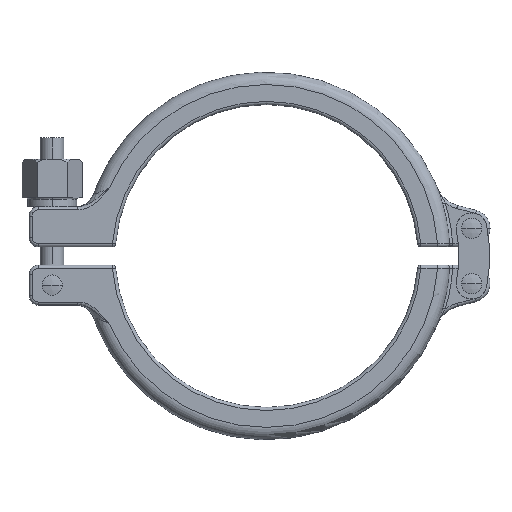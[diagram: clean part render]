
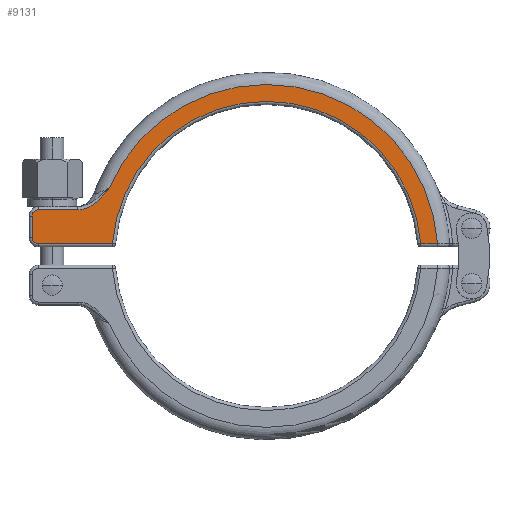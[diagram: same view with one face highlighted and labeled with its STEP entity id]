
A CAD part, top view. The second image highlights one B-rep face of the part: STEP entity #9131.
In plain terms, the highlighted planar face has unit normal (0, 0, 1).
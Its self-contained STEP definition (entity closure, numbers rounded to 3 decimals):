
#3 = CARTESIAN_POINT ( 'NONE',  ( -57.453, 16.083, 8.5 ) ) ;
#63 = CARTESIAN_POINT ( 'NONE',  ( -51.334, 22., 8.5 ) ) ;
#97 = VERTEX_POINT ( 'NONE', #7223 ) ;
#189 = CARTESIAN_POINT ( 'NONE',  ( -52.016, 21.176, 8.5 ) ) ;
#690 = ORIENTED_EDGE ( 'NONE', *, *, #10398, .T. ) ;
#882 = AXIS2_PLACEMENT_3D ( 'NONE', #11372, #6007, #5182 ) ;
#944 = ORIENTED_EDGE ( 'NONE', *, *, #3502, .T. ) ;
#976 = LINE ( 'NONE', #1038, #8786 ) ;
#1038 = CARTESIAN_POINT ( 'NONE',  ( -76.35, 6., 8.5 ) ) ;
#1147 = CARTESIAN_POINT ( 'NONE',  ( -56.094, 16.965, 8.5 ) ) ;
#1201 = VECTOR ( 'NONE', #13018, 1000. ) ;
#1257 = LINE ( 'NONE', #9545, #7007 ) ;
#1299 = EDGE_CURVE ( 'NONE', #8095, #10257, #1949, .T. ) ;
#1465 = AXIS2_PLACEMENT_3D ( 'NONE', #12619, #9564, #3260 ) ;
#1576 = DIRECTION ( 'NONE',  ( 0., 0., 1. ) ) ;
#1949 = CIRCLE ( 'NONE', #2810, 50.35 ) ;
#2189 = LINE ( 'NONE', #6321, #10371 ) ;
#2217 = ORIENTED_EDGE ( 'NONE', *, *, #2219, .T. ) ;
#2219 = EDGE_CURVE ( 'NONE', #6208, #8095, #6982, .T. ) ;
#2810 = AXIS2_PLACEMENT_3D ( 'NONE', #2872, #12372, #12302 ) ;
#2872 = CARTESIAN_POINT ( 'NONE',  ( 0., 0., 8.5 ) ) ;
#2973 = ORIENTED_EDGE ( 'NONE', *, *, #4913, .T. ) ;
#3189 = CARTESIAN_POINT ( 'NONE',  ( -59.713, 15.217, 8.5 ) ) ;
#3200 = ORIENTED_EDGE ( 'NONE', *, *, #1299, .T. ) ;
#3260 = DIRECTION ( 'NONE',  ( 1., 0., 0. ) ) ;
#3502 = EDGE_CURVE ( 'NONE', #5145, #6160, #2189, .T. ) ;
#3865 = CIRCLE ( 'NONE', #1465, 2. ) ;
#3901 = EDGE_LOOP ( 'NONE', ( #3979, #2973, #944, #6481, #690, #7716, #2217, #3200, #7240 ) ) ;
#3979 = ORIENTED_EDGE ( 'NONE', *, *, #12709, .T. ) ;
#4143 = CARTESIAN_POINT ( 'NONE',  ( -54.847, 17.984, 8.5 ) ) ;
#4384 = VERTEX_POINT ( 'NONE', #12243 ) ;
#4393 = CARTESIAN_POINT ( 'NONE',  ( -61.034, 15., 8.5 ) ) ;
#4425 = PLANE ( 'NONE',  #5284 ) ;
#4856 = EDGE_CURVE ( 'NONE', #6160, #4384, #3865, .T. ) ;
#4913 = EDGE_CURVE ( 'NONE', #97, #5145, #10715, .T. ) ;
#4959 = CARTESIAN_POINT ( 'NONE',  ( 0., 0., 8.5 ) ) ;
#5101 = DIRECTION ( 'NONE',  ( 0., 0., 1. ) ) ;
#5114 = DIRECTION ( 'NONE',  ( 0., -1., 0. ) ) ;
#5145 = VERTEX_POINT ( 'NONE', #12281 ) ;
#5182 = DIRECTION ( 'NONE',  ( 1., 0., 0. ) ) ;
#5247 = VERTEX_POINT ( 'NONE', #5526 ) ;
#5284 = AXIS2_PLACEMENT_3D ( 'NONE', #6539, #1576, #11760 ) ;
#5526 = CARTESIAN_POINT ( 'NONE',  ( 55.707, 4., 8.5 ) ) ;
#6007 = DIRECTION ( 'NONE',  ( 0., 0., 1. ) ) ;
#6160 = VERTEX_POINT ( 'NONE', #6580 ) ;
#6208 = VERTEX_POINT ( 'NONE', #10859 ) ;
#6321 = CARTESIAN_POINT ( 'NONE',  ( -74.35, 15., 8.5 ) ) ;
#6377 = CARTESIAN_POINT ( 'NONE',  ( -51.675, 21.59, 8.5 ) ) ;
#6481 = ORIENTED_EDGE ( 'NONE', *, *, #4856, .T. ) ;
#6506 = CARTESIAN_POINT ( 'NONE',  ( -61.577, 15., 8.5 ) ) ;
#6539 = CARTESIAN_POINT ( 'NONE',  ( 0., 0., 8.5 ) ) ;
#6580 = CARTESIAN_POINT ( 'NONE',  ( -74.35, 15., 8.5 ) ) ;
#6589 = CARTESIAN_POINT ( 'NONE',  ( -76.35, 6., 8.5 ) ) ;
#6721 = CIRCLE ( 'NONE', #882, 2. ) ;
#6812 = CARTESIAN_POINT ( 'NONE',  ( 50.191, 4., 8.5 ) ) ;
#6982 = LINE ( 'NONE', #7852, #1201 ) ;
#7007 = VECTOR ( 'NONE', #12478, 1000. ) ;
#7223 = CARTESIAN_POINT ( 'NONE',  ( -51.334, 22., 8.5 ) ) ;
#7240 = ORIENTED_EDGE ( 'NONE', *, *, #7736, .T. ) ;
#7265 = CARTESIAN_POINT ( 'NONE',  ( -53.046, 19.949, 8.5 ) ) ;
#7325 = CARTESIAN_POINT ( 'NONE',  ( -60.5, 15.056, 8.5 ) ) ;
#7588 = AXIS2_PLACEMENT_3D ( 'NONE', #4959, #5101, #13169 ) ;
#7716 = ORIENTED_EDGE ( 'NONE', *, *, #12533, .T. ) ;
#7736 = EDGE_CURVE ( 'NONE', #10257, #5247, #1257, .T. ) ;
#7852 = CARTESIAN_POINT ( 'NONE',  ( -49.259, 4., 8.5 ) ) ;
#8095 = VERTEX_POINT ( 'NONE', #9212 ) ;
#8344 = CARTESIAN_POINT ( 'NONE',  ( -54.107, 18.751, 8.5 ) ) ;
#8786 = VECTOR ( 'NONE', #5114, 1000. ) ;
#9131 = ADVANCED_FACE ( 'NONE', ( #10811 ), #4425, .T. ) ;
#9212 = CARTESIAN_POINT ( 'NONE',  ( -50.191, 4., 8.5 ) ) ;
#9432 = CARTESIAN_POINT ( 'NONE',  ( -58.937, 15.44, 8.5 ) ) ;
#9545 = CARTESIAN_POINT ( 'NONE',  ( 55.769, 4., 8.5 ) ) ;
#9564 = DIRECTION ( 'NONE',  ( 0., 0., 1. ) ) ;
#10257 = VERTEX_POINT ( 'NONE', #6812 ) ;
#10371 = VECTOR ( 'NONE', #10403, 1000. ) ;
#10398 = EDGE_CURVE ( 'NONE', #4384, #13272, #976, .T. ) ;
#10403 = DIRECTION ( 'NONE',  ( -1., 0., 0. ) ) ;
#10522 = CARTESIAN_POINT ( 'NONE',  ( -57.931, 15.837, 8.5 ) ) ;
#10715 = B_SPLINE_CURVE_WITH_KNOTS ( 'NONE', 3,
 ( #63, #6377, #189, #11538, #7265, #8344, #4143, #1147, #11663, #3, #10522, #12493, #9432, #11473, #3189, #7325, #4393, #6506 ),
 .UNSPECIFIED., .F., .F.,
 ( 4, 2, 2, 2, 2, 2, 2, 2, 4 ),
 ( 0., 0.002, 0.003, 0.006, 0.008, 0.01, 0.01, 0.011, 0.013 ),
 .UNSPECIFIED. ) ;
#10811 = FACE_OUTER_BOUND ( 'NONE', #3901, .T. ) ;
#10859 = CARTESIAN_POINT ( 'NONE',  ( -74.35, 4., 8.5 ) ) ;
#11372 = CARTESIAN_POINT ( 'NONE',  ( -74.35, 6., 8.5 ) ) ;
#11473 = CARTESIAN_POINT ( 'NONE',  ( -59.453, 15.283, 8.5 ) ) ;
#11538 = CARTESIAN_POINT ( 'NONE',  ( -52.701, 20.356, 8.5 ) ) ;
#11663 = CARTESIAN_POINT ( 'NONE',  ( -56.536, 16.646, 8.5 ) ) ;
#11760 = DIRECTION ( 'NONE',  ( 1., 0., 0. ) ) ;
#12243 = CARTESIAN_POINT ( 'NONE',  ( -76.35, 13., 8.5 ) ) ;
#12281 = CARTESIAN_POINT ( 'NONE',  ( -61.577, 15., 8.5 ) ) ;
#12302 = DIRECTION ( 'NONE',  ( 1., 0., 0. ) ) ;
#12372 = DIRECTION ( 'NONE',  ( 0., 0., -1. ) ) ;
#12478 = DIRECTION ( 'NONE',  ( 1., 0., 0. ) ) ;
#12493 = CARTESIAN_POINT ( 'NONE',  ( -58.681, 15.532, 8.5 ) ) ;
#12533 = EDGE_CURVE ( 'NONE', #13272, #6208, #6721, .T. ) ;
#12619 = CARTESIAN_POINT ( 'NONE',  ( -74.35, 13., 8.5 ) ) ;
#12709 = EDGE_CURVE ( 'NONE', #5247, #97, #13014, .T. ) ;
#13014 = CIRCLE ( 'NONE', #7588, 55.85 ) ;
#13018 = DIRECTION ( 'NONE',  ( 1., 0., 0. ) ) ;
#13169 = DIRECTION ( 'NONE',  ( 1., 0., 0. ) ) ;
#13272 = VERTEX_POINT ( 'NONE', #6589 ) ;
